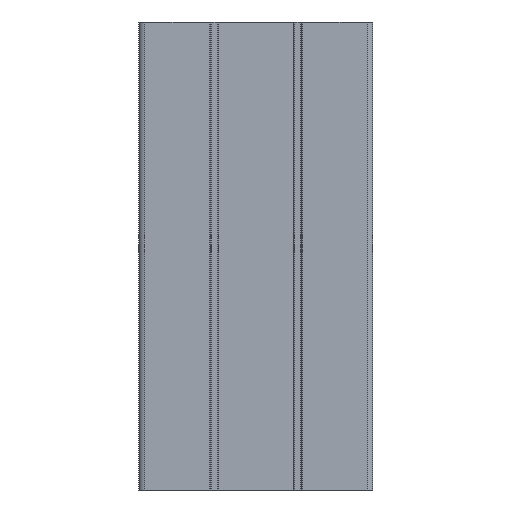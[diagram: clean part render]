
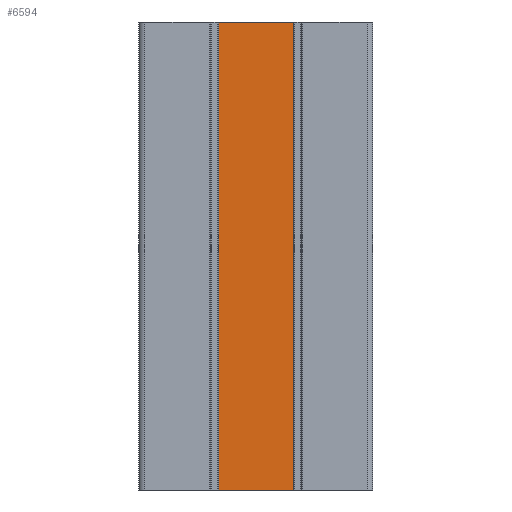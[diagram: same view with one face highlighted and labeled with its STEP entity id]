
A CAD part, left-side view. The second image highlights one B-rep face of the part: STEP entity #6594.
In plain terms, the highlighted planar face has unit normal (-1, 0, 0).
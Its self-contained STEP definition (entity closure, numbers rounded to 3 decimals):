
#49 = CARTESIAN_POINT ( 'NONE',  ( -44.5, 3.303, 0. ) ) ;
#292 = FACE_OUTER_BOUND ( 'NONE', #2947, .T. ) ;
#341 = DIRECTION ( 'NONE',  ( -1., 0., 0. ) ) ;
#487 = CARTESIAN_POINT ( 'NONE',  ( -44.5, -3.303, -40. ) ) ;
#569 = VERTEX_POINT ( 'NONE', #4712 ) ;
#968 = VECTOR ( 'NONE', #1590, 1000. ) ;
#1090 = VECTOR ( 'NONE', #4237, 1000. ) ;
#1508 = CARTESIAN_POINT ( 'NONE',  ( -44.5, 0., 0. ) ) ;
#1590 = DIRECTION ( 'NONE',  ( 0., -1., 0. ) ) ;
#2601 = VERTEX_POINT ( 'NONE', #2857 ) ;
#2616 = ORIENTED_EDGE ( 'NONE', *, *, #5727, .F. ) ;
#2857 = CARTESIAN_POINT ( 'NONE',  ( -44.5, 3.303, -40. ) ) ;
#2947 = EDGE_LOOP ( 'NONE', ( #5864, #2616, #5135, #6164 ) ) ;
#3379 = DIRECTION ( 'NONE',  ( 0., 0., 1. ) ) ;
#3456 = VERTEX_POINT ( 'NONE', #4940 ) ;
#3484 = VERTEX_POINT ( 'NONE', #49 ) ;
#3994 = LINE ( 'NONE', #5345, #7556 ) ;
#4070 = CARTESIAN_POINT ( 'NONE',  ( -44.5, 0., -40. ) ) ;
#4212 = EDGE_CURVE ( 'NONE', #569, #3456, #4884, .T. ) ;
#4237 = DIRECTION ( 'NONE',  ( 0., 0., 1. ) ) ;
#4428 = EDGE_CURVE ( 'NONE', #2601, #569, #6619, .T. ) ;
#4590 = LINE ( 'NONE', #1508, #7354 ) ;
#4712 = CARTESIAN_POINT ( 'NONE',  ( -44.5, -3.303, -40. ) ) ;
#4884 = LINE ( 'NONE', #487, #1090 ) ;
#4940 = CARTESIAN_POINT ( 'NONE',  ( -44.5, -3.303, 0. ) ) ;
#5135 = ORIENTED_EDGE ( 'NONE', *, *, #4428, .T. ) ;
#5326 = PLANE ( 'NONE',  #7436 ) ;
#5345 = CARTESIAN_POINT ( 'NONE',  ( -44.5, 3.303, -40. ) ) ;
#5727 = EDGE_CURVE ( 'NONE', #2601, #3484, #3994, .T. ) ;
#5864 = ORIENTED_EDGE ( 'NONE', *, *, #7292, .F. ) ;
#6164 = ORIENTED_EDGE ( 'NONE', *, *, #4212, .T. ) ;
#6594 = ADVANCED_FACE ( 'NONE', ( #292 ), #5326, .T. ) ;
#6601 = CARTESIAN_POINT ( 'NONE',  ( -44.5, 0., -40. ) ) ;
#6619 = LINE ( 'NONE', #4070, #968 ) ;
#7047 = DIRECTION ( 'NONE',  ( 0., -1., 0. ) ) ;
#7183 = DIRECTION ( 'NONE',  ( 0., -1., 0. ) ) ;
#7292 = EDGE_CURVE ( 'NONE', #3484, #3456, #4590, .T. ) ;
#7354 = VECTOR ( 'NONE', #7183, 1000. ) ;
#7436 = AXIS2_PLACEMENT_3D ( 'NONE', #6601, #341, #7047 ) ;
#7556 = VECTOR ( 'NONE', #3379, 1000. ) ;
